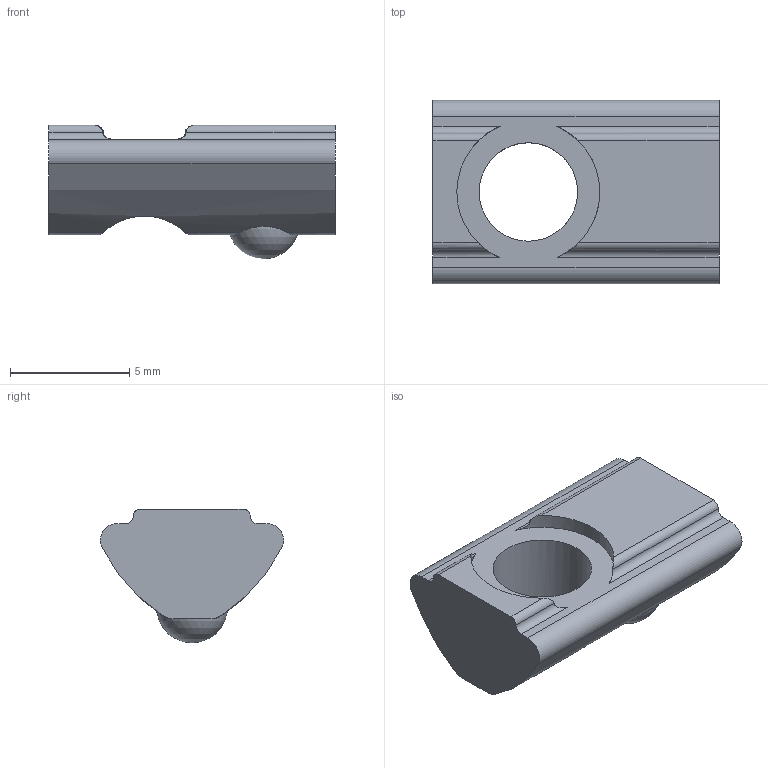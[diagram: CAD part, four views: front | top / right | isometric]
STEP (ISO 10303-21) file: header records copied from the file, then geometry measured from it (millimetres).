
FILE_DESCRIPTION(/* description */ ('STEP AP214'),/* implementation_level */ '2;1');
FILE_NAME(/* name */ '1008388.stp',/* time_stamp */ '2024-05-01T08:59:38+02:00',/* author */ ('b.steehouwer'),/* organization */ ('CADENAS'),/* preprocessor_version */ 'ST-DEVELOPER v18.1',/* originating_system */ 'Autodesk Inventor 2021',/* authorisation */ ' ');
FILE_SCHEMA (('AUTOMOTIVE_DESIGN { 1 0 10303 214 3 1 1 }'));
Length unit declared in the file: millimetre
Products named in the file (1): 1008388
Bounding box: 12 x 7.69 x 5.6 mm (x, y, z)
Volume: 251.5 mm3; surface area: 336.9 mm2
Topology: 1 solids, 1 shells, 32 faces, 93 edges, 62 vertices
Faces by surface type: cylinder 22, plane 9, sphere 1
Full cylindrical faces by diameter (mm): 3.05 x1, 4.134 x1
Entity records: 1297 total; most frequent: CARTESIAN_POINT 363, ORIENTED_EDGE 184, DIRECTION 172, EDGE_CURVE 92, AXIS2_PLACEMENT_3D 67, VERTEX_POINT 62, LINE 38, VECTOR 38
